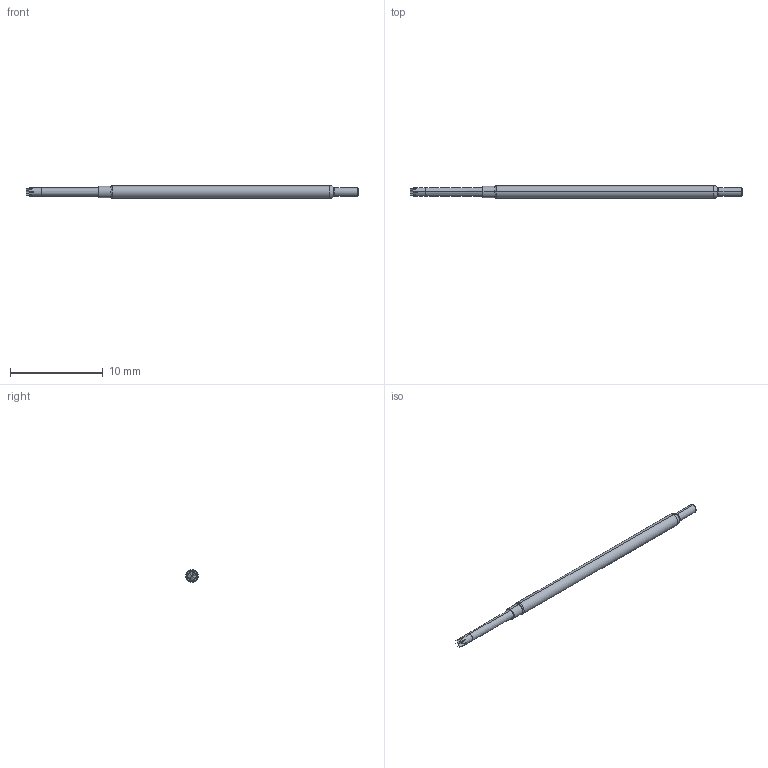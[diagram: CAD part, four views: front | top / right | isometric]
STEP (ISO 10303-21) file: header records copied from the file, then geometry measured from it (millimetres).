
FILE_DESCRIPTION (( 'STEP AP214' ), '1' );
FILE_NAME ('X75-PRP2546_.STEP', '2016-03-31T12:28:47', ( 'spare' ), ( '' ), 'SwSTEP 2.0', 'SolidWorks 2016', '' );
FILE_SCHEMA (( 'AUTOMOTIVE_DESIGN' ));
Length unit declared in the file: inch
Products named in the file (1): X75-PRP2546_
Bounding box: 35.81 x 1.37 x 1.37 mm (x, y, z)
Volume: 43.5 mm3; surface area: 141.6 mm2
Topology: 1 solids, 1 shells, 51 faces, 124 edges, 76 vertices
Faces by surface type: cone 26, cylinder 14, torus 8, plane 3
Entity records: 2241 total; most frequent: CARTESIAN_POINT 378, ORIENTED_EDGE 248, DIRECTION 244, EDGE_CURVE 124, AXIS2_PLACEMENT_3D 110, VERTEX_POINT 76, CIRCLE 58, DIMENSIONAL_EXPONENTS 54
